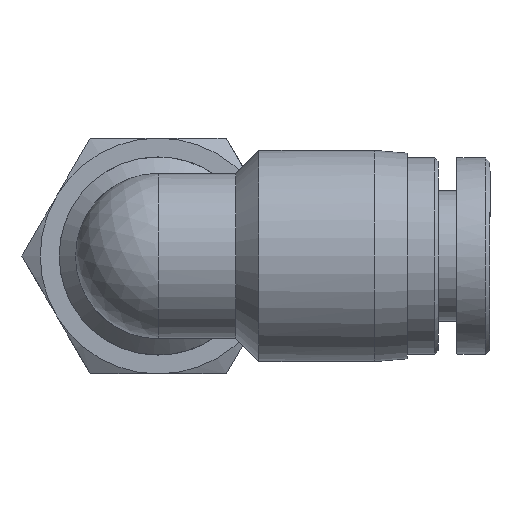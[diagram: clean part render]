
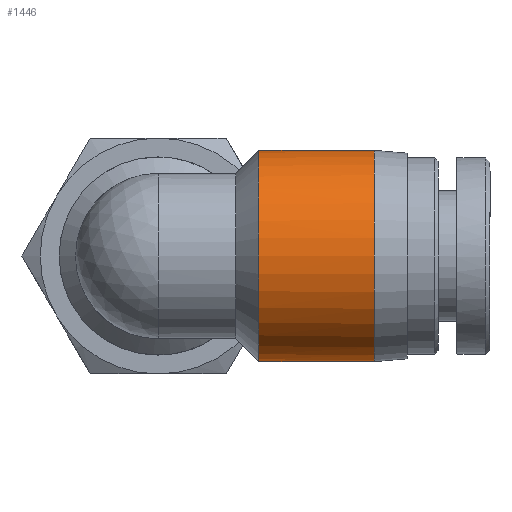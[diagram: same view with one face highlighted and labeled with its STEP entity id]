
A CAD part, left-side view. The second image highlights one B-rep face of the part: STEP entity #1446.
In plain terms, the highlighted cylindrical face has radius 6.4 mm (diameter 12.8 mm), a full revolution.
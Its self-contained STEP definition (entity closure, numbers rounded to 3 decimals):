
#989=CARTESIAN_POINT('',(6.1,-6.38,-0.5));
#990=VERTEX_POINT('',#989);
#1004=CARTESIAN_POINT('',(8.,-6.38,-0.5));
#1005=VERTEX_POINT('',#1004);
#1006=CARTESIAN_POINT('',(8.,-6.38,-0.5));
#1007=DIRECTION('',(-1.0,0.0,0.0));
#1008=VECTOR('',#1007,1.9);
#1009=LINE('',#1006,#1008);
#1010=EDGE_CURVE('',#1005,#990,#1009,.T.);
#1075=CARTESIAN_POINT('',(8.,-6.38,0.5));
#1076=VERTEX_POINT('',#1075);
#1077=CARTESIAN_POINT('',(8.,-6.4,0.0));
#1078=VERTEX_POINT('',#1077);
#1079=CARTESIAN_POINT('',(8.,0.,0.0));
#1080=DIRECTION('',(1.0,0.0,0.0));
#1081=DIRECTION('',(0.0,1.0,0.0));
#1082=AXIS2_PLACEMENT_3D('',#1079,#1080,#1081);
#1083=CIRCLE('',#1082,6.4);
#1084=EDGE_CURVE('',#1076,#1078,#1083,.T.);
#1108=CARTESIAN_POINT('',(8.,0.,0.0));
#1109=DIRECTION('',(1.0,0.0,0.0));
#1110=DIRECTION('',(0.0,1.0,0.0));
#1111=AXIS2_PLACEMENT_3D('',#1108,#1109,#1110);
#1112=CIRCLE('',#1111,6.4);
#1113=EDGE_CURVE('',#1078,#1005,#1112,.T.);
#1182=CARTESIAN_POINT('',(6.1,-6.38,0.5));
#1183=VERTEX_POINT('',#1182);
#1184=CARTESIAN_POINT('',(6.1,-6.38,0.5));
#1185=DIRECTION('',(1.0,0.0,0.0));
#1186=VECTOR('',#1185,1.9);
#1187=LINE('',#1184,#1186);
#1188=EDGE_CURVE('',#1183,#1076,#1187,.T.);
#1383=CARTESIAN_POINT('',(6.1,0.,0.0));
#1384=DIRECTION('',(1.0,0.0,0.0));
#1385=DIRECTION('',(0.0,1.0,0.0));
#1386=AXIS2_PLACEMENT_3D('',#1383,#1384,#1385);
#1387=CIRCLE('',#1386,6.4);
#1388=EDGE_CURVE('',#990,#1183,#1387,.T.);
#1423=CARTESIAN_POINT('',(9.6,0.,0.0));
#1424=DIRECTION('',(1.0,0.,0.0));
#1425=DIRECTION('',(0.0,1.0,0.0));
#1426=AXIS2_PLACEMENT_3D('',#1423,#1424,#1425);
#1427=CYLINDRICAL_SURFACE('',#1426,6.4);
#1428=ORIENTED_EDGE('',*,*,#1010,.T.);
#1429=ORIENTED_EDGE('',*,*,#1388,.T.);
#1430=ORIENTED_EDGE('',*,*,#1188,.T.);
#1431=ORIENTED_EDGE('',*,*,#1084,.T.);
#1432=ORIENTED_EDGE('',*,*,#1113,.T.);
#1433=EDGE_LOOP('',(#1428,#1429,#1430,#1431,#1432));
#1434=FACE_OUTER_BOUND('',#1433,.T.);
#1435=CARTESIAN_POINT('',(13.1,6.4,0.0));
#1436=VERTEX_POINT('',#1435);
#1437=CARTESIAN_POINT('',(13.1,0.,0.0));
#1438=DIRECTION('',(1.0,0.0,0.0));
#1439=DIRECTION('',(0.0,1.0,0.0));
#1440=AXIS2_PLACEMENT_3D('',#1437,#1438,#1439);
#1441=CIRCLE('',#1440,6.4);
#1442=EDGE_CURVE('',#1436,#1436,#1441,.T.);
#1443=ORIENTED_EDGE('',*,*,#1442,.F.);
#1444=EDGE_LOOP('',(#1443));
#1445=FACE_BOUND('',#1444,.T.);
#1446=ADVANCED_FACE('',(#1434,#1445),#1427,.T.);
